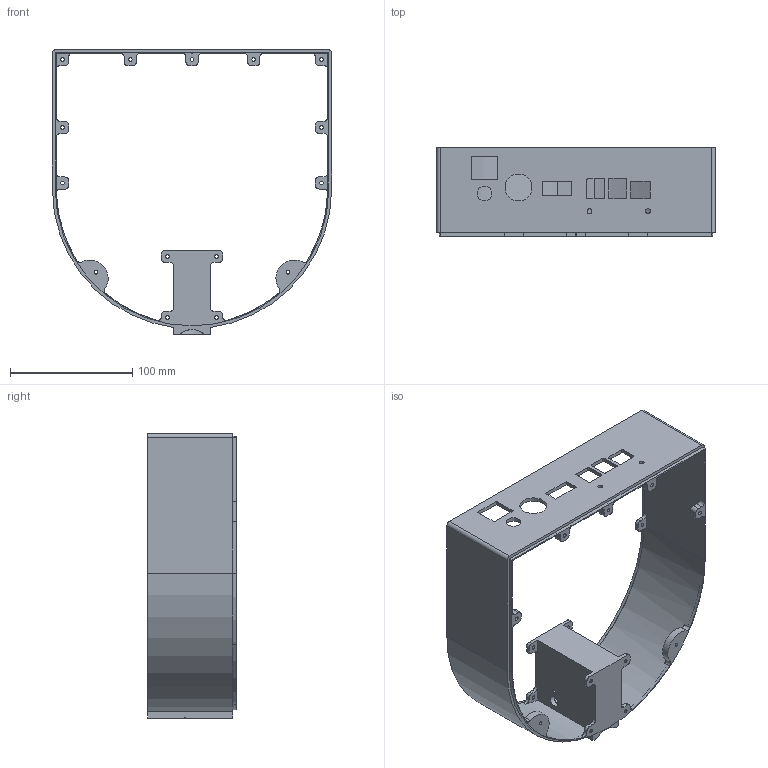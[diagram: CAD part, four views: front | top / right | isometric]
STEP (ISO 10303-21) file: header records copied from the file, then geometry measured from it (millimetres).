
FILE_DESCRIPTION(/* description */ (''),/* implementation_level */ '2;1');
FILE_NAME(/* name */ 'dispenser_walls.step',/* time_stamp */ '2021-11-26T10:32:02-06:00',/* author */ (''),/* organization */ (''),/* preprocessor_version */ 'ST-DEVELOPER v18.1',/* originating_system */ 'Autodesk Translation Framework v10.10.0.1391',/* authorisation */ '');
FILE_SCHEMA (('AUTOMOTIVE_DESIGN { 1 0 10303 214 3 1 1 }'));
Length unit declared in the file: millimetre
Products named in the file (1): Dispenser
Bounding box: 228.6 x 72.85 x 233.3 mm (x, y, z)
Volume: 299724.6 mm3; surface area: 142107.6 mm2
Topology: 1 solids, 1 shells, 341 faces, 980 edges, 651 vertices
Faces by surface type: plane 199, cylinder 128, bspline 14
Full cylindrical faces by diameter (mm): 3 x24, 4 x2, 9 x2, 12 x1, 22 x1
Entity records: 12056 total; most frequent: CARTESIAN_POINT 2786, ORIENTED_EDGE 1960, DIRECTION 1860, EDGE_CURVE 980, LINE 674, VECTOR 674, VERTEX_POINT 651, AXIS2_PLACEMENT_3D 593
